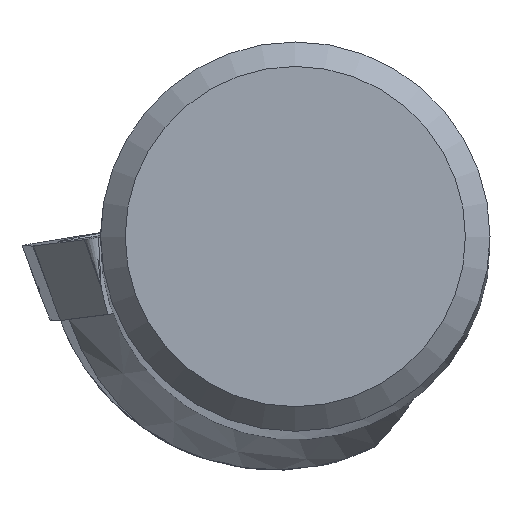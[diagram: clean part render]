
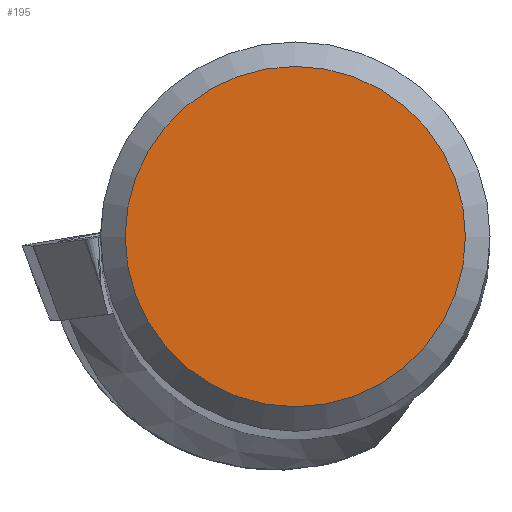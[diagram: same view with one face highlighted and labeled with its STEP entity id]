
A CAD part, top view. The second image highlights one B-rep face of the part: STEP entity #195.
In plain terms, the highlighted planar face has unit normal (0, 0, 1).
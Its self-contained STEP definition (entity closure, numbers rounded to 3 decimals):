
#152=FACE_OUTER_BOUND('',#284,.T.);
#195=ADVANCED_FACE('',(#152),#220,.T.);
#220=PLANE('',#970);
#284=EDGE_LOOP('',(#479));
#314=CIRCLE('',#968,3.463);
#479=ORIENTED_EDGE('',*,*,#701,.T.);
#601=VERTEX_POINT('',#1575);
#701=EDGE_CURVE('',#601,#601,#314,.T.);
#968=AXIS2_PLACEMENT_3D('',#1574,#1172,#1173);
#970=AXIS2_PLACEMENT_3D('',#1577,#1176,#1177);
#1172=DIRECTION('',(0.,0.,1.));
#1173=DIRECTION('',(1.,0.,0.));
#1176=DIRECTION('',(0.,0.,1.));
#1177=DIRECTION('',(1.,0.,0.));
#1574=CARTESIAN_POINT('',(0.,0.,0.));
#1575=CARTESIAN_POINT('',(3.463,0.,0.));
#1577=CARTESIAN_POINT('',(0.,0.,
0.));
